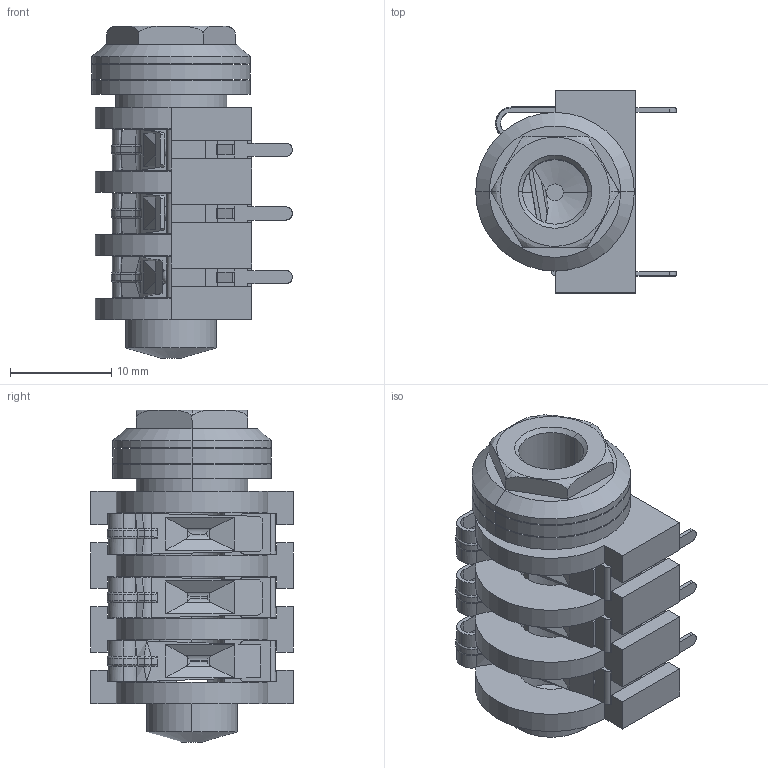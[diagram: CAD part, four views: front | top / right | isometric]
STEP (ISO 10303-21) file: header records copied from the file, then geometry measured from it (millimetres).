
FILE_DESCRIPTION (( 'STEP AP214' ), '1' );
FILE_NAME ('User Library-ACJS-IH.STEP', '2021-10-24T13:33:34', ( '' ), ( '' ), 'SwSTEP 2.0', 'SolidWorks 2021', '' );
FILE_SCHEMA (( 'AUTOMOTIVE_DESIGN' ));
Length unit declared in the file: inch
Products named in the file (1): User Library-ACJS-IH
Bounding box: 19.85 x 20 x 32.85 mm (x, y, z)
Surface area: 5163.1 mm2 (no closed solid volume)
Topology: 0 solids, 21 shells, 459 faces, 1436 edges, 974 vertices
Faces by surface type: plane 250, cylinder 166, bspline 29, cone 8, torus 6
Entity records: 19095 total; most frequent: CARTESIAN_POINT 6973, ORIENTED_EDGE 2543, DIRECTION 2216, EDGE_CURVE 1433, VERTEX_POINT 977, LINE 962, VECTOR 962, AXIS2_PLACEMENT_3D 627
